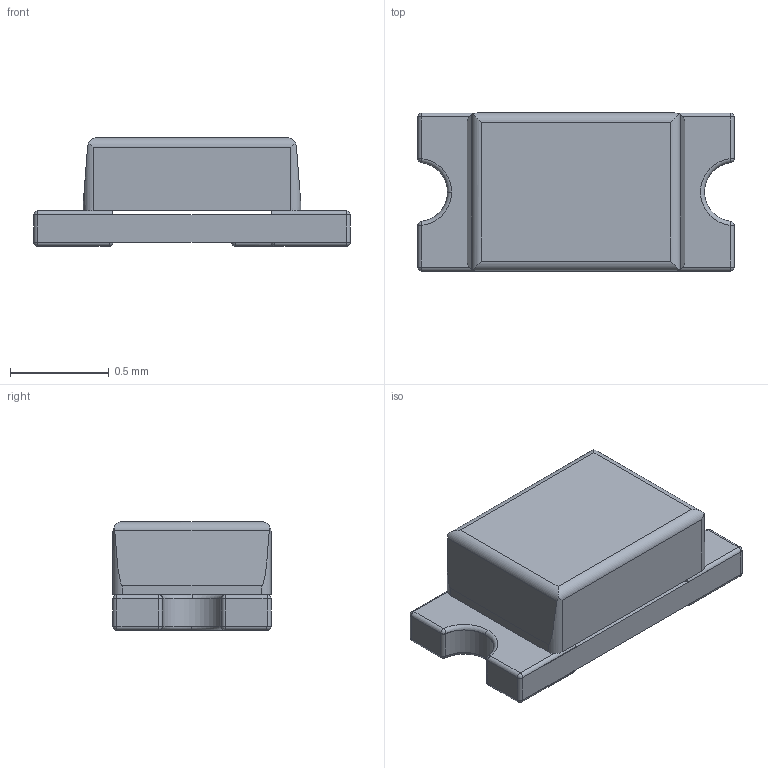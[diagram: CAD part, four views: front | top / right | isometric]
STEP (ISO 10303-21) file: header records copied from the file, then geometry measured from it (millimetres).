
FILE_DESCRIPTION(('HOOPS Exchange Step'),'2;1');
FILE_NAME('temp_export','2025-06-27T08:33:57+07:00',('Admin'),('Shapr3D Limited'),'HOOPS Exchange 2024.8','Shapr3D','Authorized');
FILE_SCHEMA( ('AP242_MANAGED_MODEL_BASED_3D_ENGINEERING_MIM_LF {1 0 10303 442 1 1 4}') );
Length unit declared in the file: millimetre
Products named in the file (10): Light; Body; Anode Bottom; Cathode Bottom; Anode; Cathode; Base; 0603 Blue.step; LED_0603_RED.step; root
Assembly tree (9 placements, depth 4):
  root
    LED_0603_RED.step
      0603 Blue.step
        Light
        Body
        Anode Bottom
        Cathode Bottom
        Anode
        Cathode
        Base
Bounding box: 1.6 x 0.8 x 0.55 mm (x, y, z)
Volume: 0.5 mm3; surface area: 9 mm2
Topology: 7 solids, 7 shells, 96 faces, 252 edges, 146 vertices
Faces by surface type: cylinder 41, plane 26, sphere 23, torus 6
Entity records: 3132 total; most frequent: DIRECTION 567, CARTESIAN_POINT 550, ORIENTED_EDGE 456, AXIS2_PLACEMENT_3D 234, EDGE_CURVE 228, VERTEX_POINT 146, CIRCLE 110, VECTOR 99
